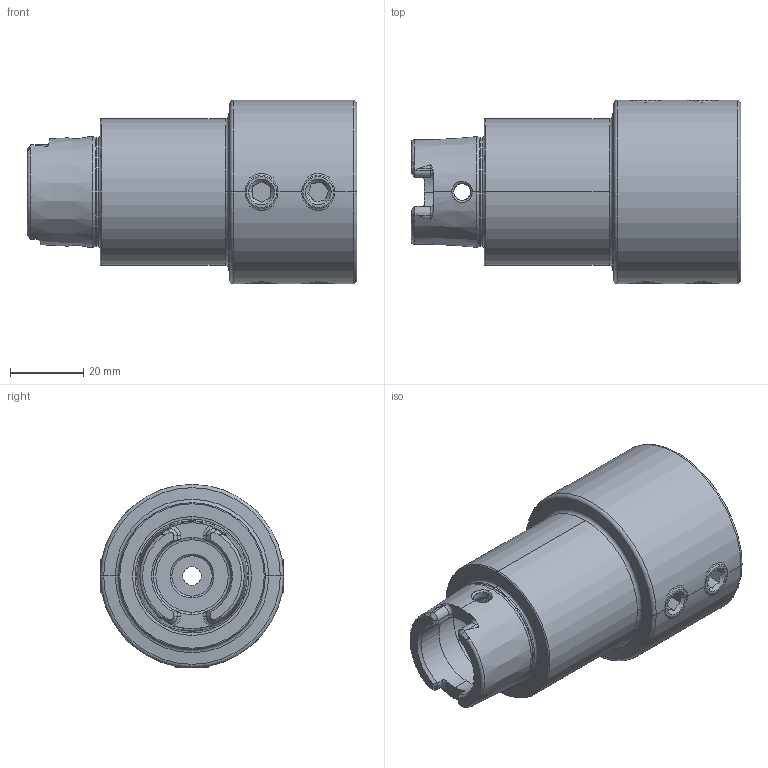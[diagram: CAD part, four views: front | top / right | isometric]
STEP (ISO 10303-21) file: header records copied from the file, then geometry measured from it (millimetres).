
FILE_DESCRIPTION (( 'STEP AP203' ), '1' );
FILE_NAME ('HA4.B25.So1.070.STEP', '2018-08-06T11:17:06', ( 'SWIAdmin' ), ( 'Hewlett-Packard Company' ), 'SwSTEP 2.0', 'SolidWorks 2017', '' );
FILE_SCHEMA (( 'CONFIG_CONTROL_DESIGN' ));
Length unit declared in the file: millimetre
Products named in the file (3): HA4-B25.So1.070_A_Fertigbearbeitung; ISO 4026 - M10 x 12_PreviewCfg; HA4.B25.So1.070
Assembly tree (7 placements, depth 2):
  HA4.B25.So1.070
    HA4-B25.So1.070_A_Fertigbearbeitung
    ISO 4026 - M10 x 12_PreviewCfg  x6
Bounding box: 89.9 x 50 x 50 mm (x, y, z)
Volume: 88009.8 mm3; surface area: 26556.8 mm2
Topology: 7 solids, 7 shells, 232 faces, 577 edges, 357 vertices
Faces by surface type: plane 78, cylinder 62, cone 58, torus 30, bspline 4
Entity records: 6567 total; most frequent: CARTESIAN_POINT 2587, ORIENTED_EDGE 774, DIRECTION 730, EDGE_CURVE 387, AXIS2_PLACEMENT_3D 302, VERTEX_POINT 237, EDGE_LOOP 158, CIRCLE 149
